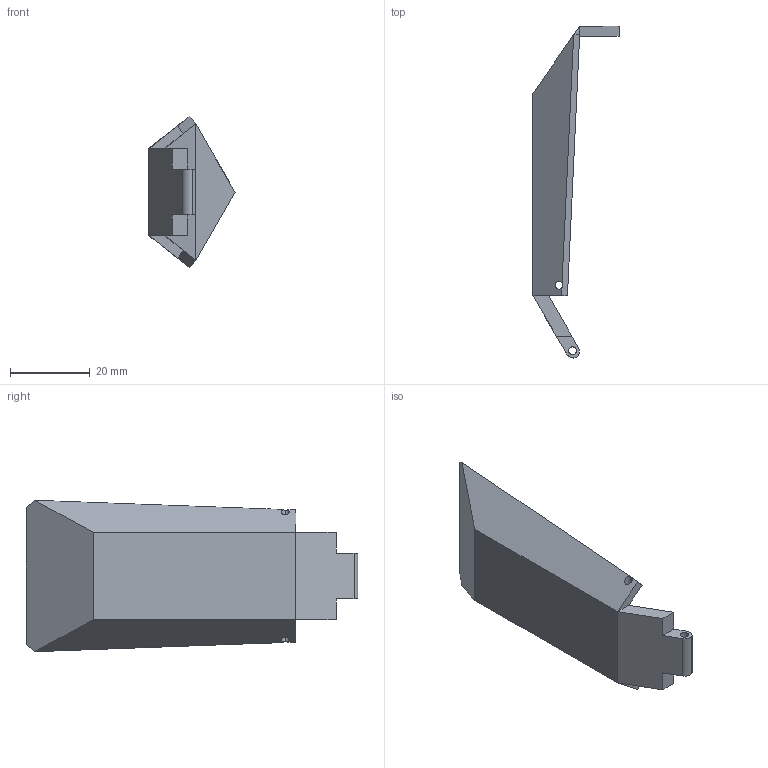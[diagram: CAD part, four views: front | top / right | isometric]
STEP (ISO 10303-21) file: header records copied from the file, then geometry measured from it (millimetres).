
FILE_DESCRIPTION (( 'STEP AP214' ), '1' );
FILE_NAME ('claw.STEP', '2024-06-26T16:20:53', ( '' ), ( '' ), 'SwSTEP 2.0', 'SolidWorks 2023', '' );
FILE_SCHEMA (( 'AUTOMOTIVE_DESIGN' ));
Length unit declared in the file: millimetre
Products named in the file (1): claw
Bounding box: 21.57 x 83.21 x 37.97 mm (x, y, z)
Volume: 9307.4 mm3; surface area: 7193.7 mm2
Topology: 1 solids, 1 shells, 38 faces, 94 edges, 56 vertices
Faces by surface type: plane 30, cylinder 8
Entity records: 1121 total; most frequent: CARTESIAN_POINT 225, ORIENTED_EDGE 188, DIRECTION 168, EDGE_CURVE 94, LINE 74, VECTOR 74, VERTEX_POINT 56, AXIS2_PLACEMENT_3D 47
